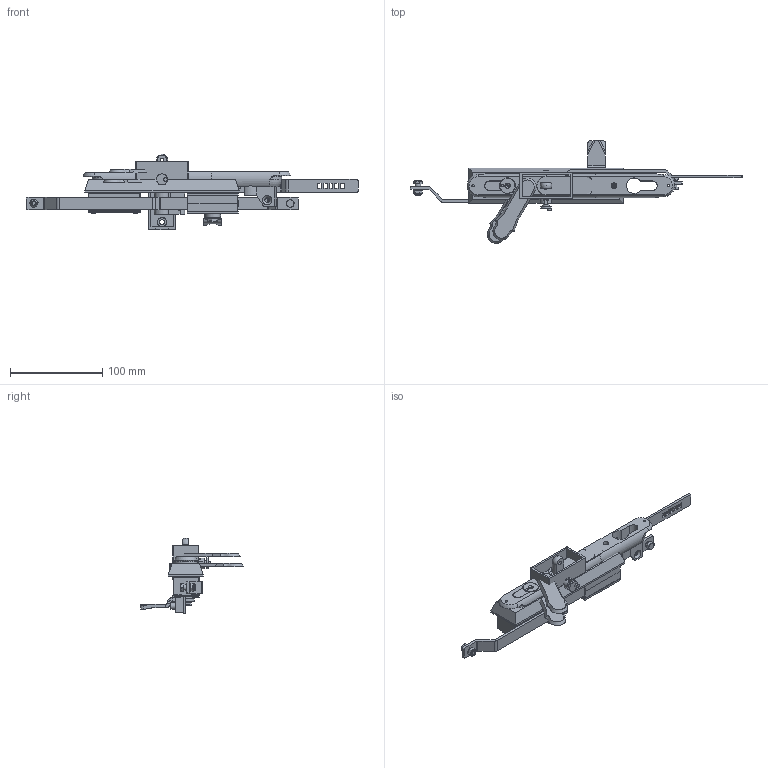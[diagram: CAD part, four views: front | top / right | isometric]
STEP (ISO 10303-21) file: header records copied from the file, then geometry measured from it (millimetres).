
FILE_DESCRIPTION( ( 'STEP AP203' ), '1' );
FILE_NAME( ' ', ' ', ( ' ' ), ( ' ' ), 'PSStep 10.0', ' ', ' ' );
FILE_SCHEMA( ( 'CONFIG_CONTROL_DESIGN' ) );
Length unit declared in the file: millimetre
Products named in the file (20): Assem1; 1; 2; 3; 4; 5; 6; 7; 8; 9; 10; 11; 12; 13; 14; 15; 16; 17; 18; 19
Bounding box: 360 x 111.55 x 81.65 mm (x, y, z)
Volume: 268816.8 mm3; surface area: 193091.3 mm2
Topology: 47 solids, 47 shells, 2382 faces, 6359 edges, 4172 vertices
Faces by surface type: plane 1520, cylinder 590, cone 129, bspline 65, extrusion 32, torus 29, sphere 17
Full cylindrical faces by diameter (mm): 2.5 x6, 3.3 x2, 3.5 x4, 4 x6, 4.1 x6, 4.2 x8, 5 x3, 5.1 x2, 5.3 x8, 5.5 x6, 5.501 x4, 6 x9, 6.1 x2, 6.3 x2, 7 x4, 7.2 x2, 7.5 x4, 7.6 x3, 8 x7, 10 x8, 10.4 x8, 12 x2, 12.2 x2, 12.35 x2, 12.5 x2, 14 x4, 14.2 x4, 15.8 x6, 16 x2, 16.1 x4
Entity records: 39855 total; most frequent: CARTESIAN_POINT 10810, ORIENTED_EDGE 5824, DIRECTION 5742, EDGE_CURVE 2912, AXIS2_PLACEMENT_3D 1958, VERTEX_POINT 1957, VECTOR 1826, LINE 1810
